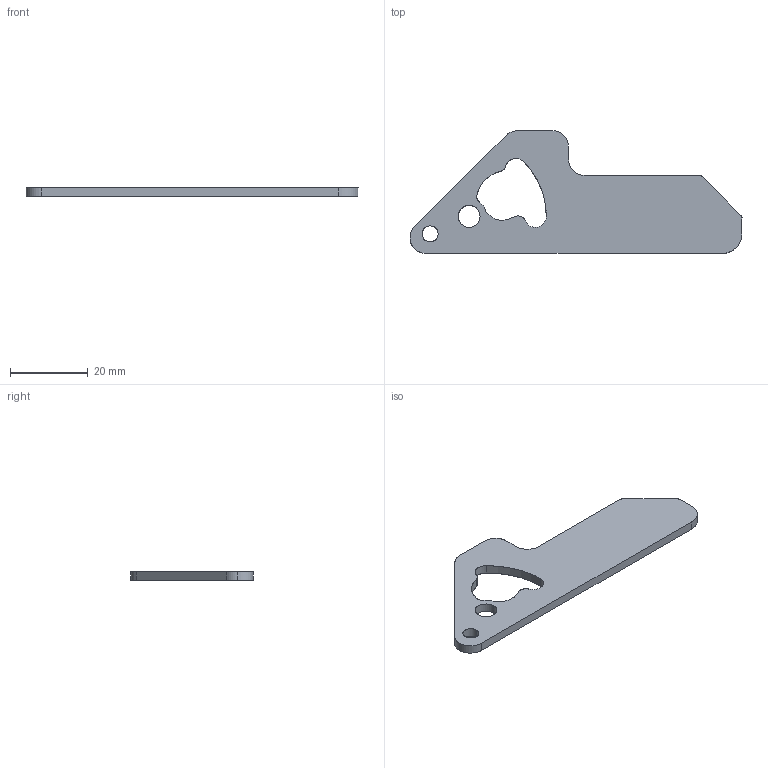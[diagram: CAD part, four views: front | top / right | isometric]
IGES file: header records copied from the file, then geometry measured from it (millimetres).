
Start section: SolidWorks IGES file using analytic representation for surfaces
Global section: file name: AC-25-AB-3N_.IGS,41; native system: HSolidWorks 2006 by SolidWorks Corporation; preprocessor: SolidWorks 2006 by SolidWorks Corporation; author: 3sw; date: 060608.105456; units: millimetre
Bounding box: 85.16 x 31.5 x 2.3 mm (x, y, z)
Surface area: 3726.2 mm2 (no closed solid volume)
Topology: 0 solids, 0 shells, 33 faces, 504 edges, 504 vertices
Faces by surface type: revolution 23, bspline 10
